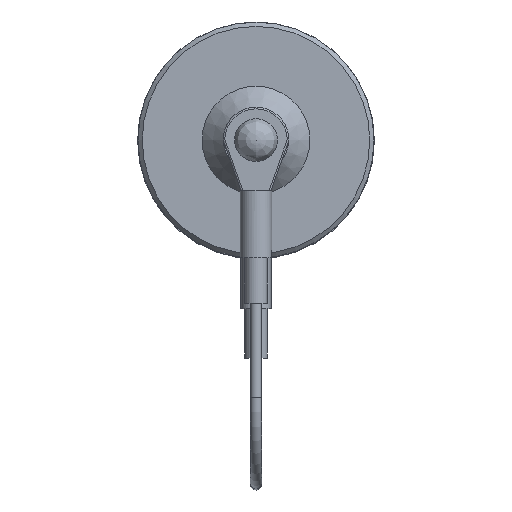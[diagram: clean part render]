
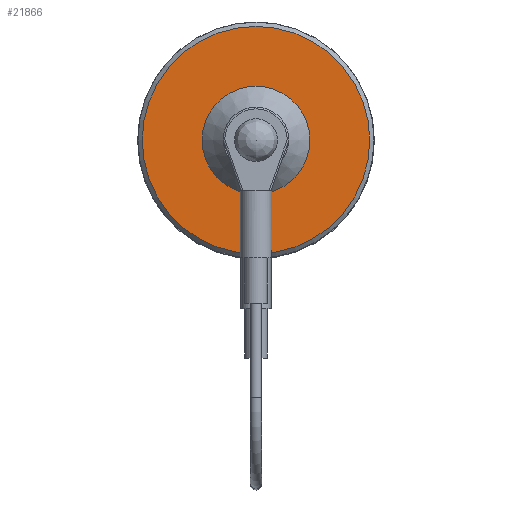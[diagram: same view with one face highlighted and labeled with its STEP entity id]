
A CAD part, top view. The second image highlights one B-rep face of the part: STEP entity #21866.
In plain terms, the highlighted planar face has unit normal (0, 0, 1).
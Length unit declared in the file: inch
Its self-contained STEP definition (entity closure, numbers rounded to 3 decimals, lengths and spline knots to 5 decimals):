
#217 = VERTEX_POINT ( 'NONE', #7646 ) ;
#1930 = ORIENTED_EDGE ( 'NONE', *, *, #26772, .F. ) ;
#1943 = DIRECTION ( 'NONE',  ( 0., 0., 1. ) ) ;
#2378 = AXIS2_PLACEMENT_3D ( 'NONE', #19031, #6483, #21151 ) ;
#3356 = CIRCLE ( 'NONE', #9650, 0.665 ) ;
#6483 = DIRECTION ( 'NONE',  ( 0., 0., 1. ) ) ;
#7104 = ORIENTED_EDGE ( 'NONE', *, *, #16235, .T. ) ;
#7646 = CARTESIAN_POINT ( 'NONE',  ( 0.665, 0., -0.14 ) ) ;
#8148 = DIRECTION ( 'NONE',  ( 0., 0., 1. ) ) ;
#8769 = EDGE_LOOP ( 'NONE', ( #1930 ) ) ;
#9650 = AXIS2_PLACEMENT_3D ( 'NONE', #14466, #1943, #16561 ) ;
#10082 = AXIS2_PLACEMENT_3D ( 'NONE', #10329, #8148, #27064 ) ;
#10329 = CARTESIAN_POINT ( 'NONE',  ( -0.315, 0., -0.14 ) ) ;
#10361 = CIRCLE ( 'NONE', #2378, 0.315 ) ;
#10981 = VERTEX_POINT ( 'NONE', #24686 ) ;
#12444 = PLANE ( 'NONE',  #10082 ) ;
#14466 = CARTESIAN_POINT ( 'NONE',  ( 0., 0., -0.14 ) ) ;
#16235 = EDGE_CURVE ( 'NONE', #217, #217, #3356, .T. ) ;
#16561 = DIRECTION ( 'NONE',  ( 1., 0., 0. ) ) ;
#17601 = FACE_BOUND ( 'NONE', #8769, .T. ) ;
#18418 = EDGE_LOOP ( 'NONE', ( #7104 ) ) ;
#19031 = CARTESIAN_POINT ( 'NONE',  ( 0., 0., -0.14 ) ) ;
#21151 = DIRECTION ( 'NONE',  ( 1., 0., 0. ) ) ;
#21866 = ADVANCED_FACE ( 'NONE', ( #23189, #17601 ), #12444, .T. ) ;
#23189 = FACE_OUTER_BOUND ( 'NONE', #18418, .T. ) ;
#24686 = CARTESIAN_POINT ( 'NONE',  ( 0.315, 0., -0.14 ) ) ;
#26772 = EDGE_CURVE ( 'NONE', #10981, #10981, #10361, .T. ) ;
#27064 = DIRECTION ( 'NONE',  ( 1., 0., 0. ) ) ;
